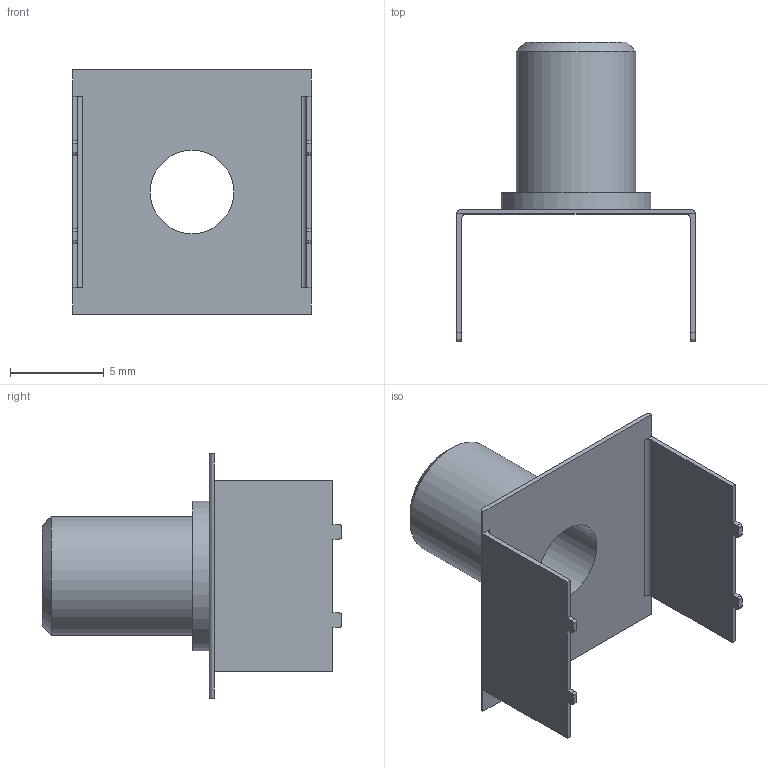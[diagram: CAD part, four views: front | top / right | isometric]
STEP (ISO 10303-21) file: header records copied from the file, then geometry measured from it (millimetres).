
FILE_DESCRIPTION(/* description */ (''),/* implementation_level */ '2;1');
FILE_NAME(/* name */ '_M202S1M202-bushing.ipt.step',/* time_stamp */ '2015-01-02T18:43:15-08:00',/* author */ ('Philip'),/* organization */ (''),/* preprocessor_version */ 'ST-DEVELOPER v15.6',/* originating_system */ 'Autodesk Inventor 2015',/* authorisation */ '');
FILE_SCHEMA (('AUTOMOTIVE_DESIGN { 1 0 10303 214 3 1 1 }'));
Length unit declared in the file: inch
Products named in the file (1): _M202S1M202-bushing
Bounding box: 12.7 x 15.94 x 13 mm (x, y, z)
Volume: 223.8 mm3; surface area: 892.1 mm2
Topology: 1 solids, 1 shells, 51 faces, 140 edges, 92 vertices
Faces by surface type: plane 35, cylinder 15, cone 1
Full cylindrical faces by diameter (mm): 4.445 x1
Entity records: 1653 total; most frequent: CARTESIAN_POINT 295, ORIENTED_EDGE 278, DIRECTION 272, EDGE_CURVE 139, LINE 106, VECTOR 106, VERTEX_POINT 92, AXIS2_PLACEMENT_3D 83
